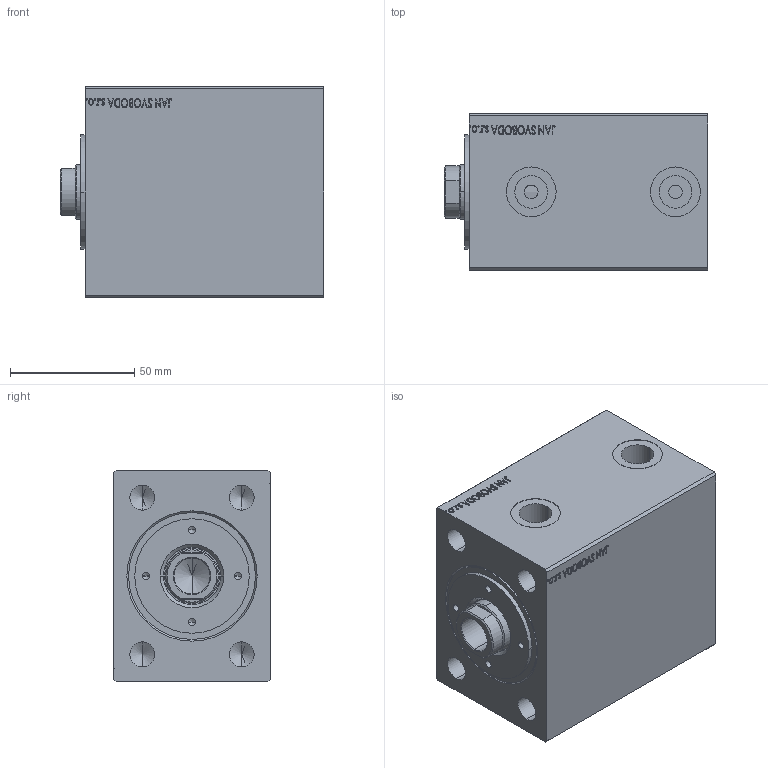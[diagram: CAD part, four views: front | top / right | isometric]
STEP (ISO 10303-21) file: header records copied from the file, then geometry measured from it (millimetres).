
FILE_DESCRIPTION (( 'STEP AP203' ), '1' );
FILE_NAME ('fbe2.STEP', '2022-04-07T15:05:03', ( '' ), ( '' ), 'SwSTEP 2.0', 'SolidWorks 2019', '' );
FILE_SCHEMA (( 'CONFIG_CONTROL_DESIGN' ));
Length unit declared in the file: millimetre
Products named in the file (4): V500CZ_VNIT豊蚠攘ST b737c63ddc88c6881359902ddc9e2972; V500CZ b737c63ddc88c6881359902ddc9e2972; V500CZ_B_VC b737c63ddc88c6881359902ddc9e2972; fbe2
Assembly tree (3 placements, depth 2):
  fbe2
    V500CZ b737c63ddc88c6881359902ddc9e2972
    V500CZ_VNIT豊蚠攘ST b737c63ddc88c6881359902ddc9e2972
    V500CZ_B_VC b737c63ddc88c6881359902ddc9e2972
Bounding box: 106 x 63 x 85 mm (x, y, z)
Volume: 511560.8 mm3; surface area: 90597 mm2
Topology: 3 solids, 3 shells, 873 faces, 2239 edges, 1465 vertices
Faces by surface type: plane 399, bspline 380, cylinder 58, cone 36
Entity records: 44087 total; most frequent: CARTESIAN_POINT 25109, ORIENTED_EDGE 4426, DIRECTION 2571, EDGE_CURVE 2213, VERTEX_POINT 1465, LINE 1321, VECTOR 1321, EDGE_LOOP 996
